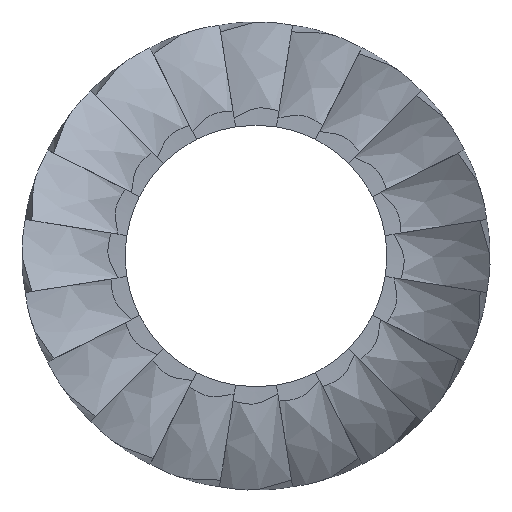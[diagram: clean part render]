
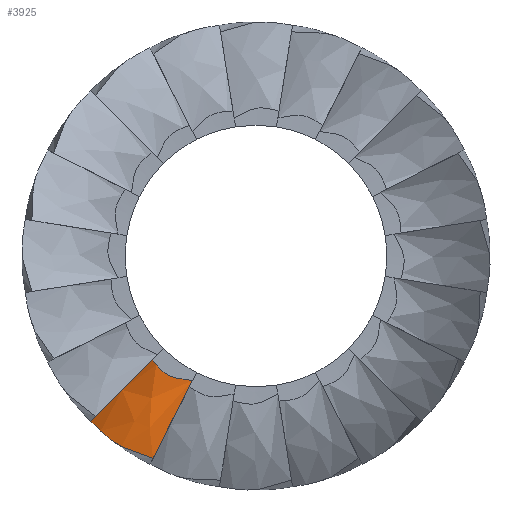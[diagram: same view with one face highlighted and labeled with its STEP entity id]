
A CAD part, front view. The second image highlights one B-rep face of the part: STEP entity #3925.
In plain terms, the highlighted free-form (B-spline) face has degree [3, 3] with [4, 5] control points.
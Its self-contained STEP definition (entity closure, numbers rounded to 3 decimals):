
#40 = CARTESIAN_POINT ( 'NONE',  ( -2.039, -0.4, -4.002 ) ) ;
#149 = ORIENTED_EDGE ( 'NONE', *, *, #627, .T. ) ;
#176 = CARTESIAN_POINT ( 'NONE',  ( -2.879, -0.383, -3.902 ) ) ;
#256 = CARTESIAN_POINT ( 'NONE',  ( -2.32, -0.394, -3.968 ) ) ;
#332 = B_SPLINE_CURVE_WITH_KNOTS ( 'NONE', 3,
 ( #2544, #4354, #3012, #5666, #1166 ),
 .UNSPECIFIED., .F., .F.,
 ( 4, 1, 4 ),
 ( 0., 0.503, 1. ),
 .UNSPECIFIED. ) ;
#468 = CARTESIAN_POINT ( 'NONE',  ( -4.499, -0.367, -6.132 ) ) ;
#627 = EDGE_CURVE ( 'NONE', #1358, #2832, #3478, .T. ) ;
#665 = ORIENTED_EDGE ( 'NONE', *, *, #937, .T. ) ;
#910 = LINE ( 'NONE', #2548, #1078 ) ;
#921 = CARTESIAN_POINT ( 'NONE',  ( -2.039, -0.4, -4.002 ) ) ;
#937 = EDGE_CURVE ( 'NONE', #5611, #1358, #910, .T. ) ;
#997 = CARTESIAN_POINT ( 'NONE',  ( -3.332, -0.4, -3.332 ) ) ;
#1078 = VECTOR ( 'NONE', #1127, 1000. ) ;
#1127 = DIRECTION ( 'NONE',  ( -0.68, 0.276, -0.68 ) ) ;
#1166 = CARTESIAN_POINT ( 'NONE',  ( -5.303, 0.4, -5.303 ) ) ;
#1358 = VERTEX_POINT ( 'NONE', #4008 ) ;
#1383 = CARTESIAN_POINT ( 'NONE',  ( -2.462, -0.657, -4.832 ) ) ;
#1404 = CARTESIAN_POINT ( 'NONE',  ( -4.646, 0.133, -4.646 ) ) ;
#1462 = EDGE_CURVE ( 'NONE', #5854, #4971, #5109, .T. ) ;
#1554 = CARTESIAN_POINT ( 'NONE',  ( -3.332, -0.4, -3.332 ) ) ;
#1921 = FACE_OUTER_BOUND ( 'NONE', #5470, .T. ) ;
#2092 = CARTESIAN_POINT ( 'NONE',  ( -3.332, -0.4, -3.332 ) ) ;
#2283 = CARTESIAN_POINT ( 'NONE',  ( -3.419, -0.377, -4.645 ) ) ;
#2544 = CARTESIAN_POINT ( 'NONE',  ( -3.308, -1.171, -6.493 ) ) ;
#2548 = CARTESIAN_POINT ( 'NONE',  ( -3.332, -0.4, -3.332 ) ) ;
#2591 = ORIENTED_EDGE ( 'NONE', *, *, #4146, .T. ) ;
#2716 = CARTESIAN_POINT ( 'NONE',  ( -3.959, -0.372, -5.389 ) ) ;
#2759 = CARTESIAN_POINT ( 'NONE',  ( -2.782, -0.564, -4.77 ) ) ;
#2774 = B_SPLINE_SURFACE_WITH_KNOTS ( 'NONE', 3, 3, ( 
 ( #4993, #3691, #468, #5422, #3642 ),
 ( #4133, #3660, #2716, #4081, #1404 ),
 ( #1383, #2759, #2283, #3220, #4560 ),
 ( #40, #3240, #4115, #4581, #997 ) ),
 .UNSPECIFIED., .F., .F., .F.,
 ( 4, 4 ),
 ( 4, 1, 4 ),
 ( 0., 1. ),
 ( 0., 0.503, 1. ),
 .UNSPECIFIED. ) ;
#2832 = VERTEX_POINT ( 'NONE', #4500 ) ;
#2920 = CARTESIAN_POINT ( 'NONE',  ( -2.039, -0.4, -4.002 ) ) ;
#2988 = CARTESIAN_POINT ( 'NONE',  ( -2.039, -0.4, -4.002 ) ) ;
#3012 = CARTESIAN_POINT ( 'NONE',  ( -4.499, -0.367, -6.132 ) ) ;
#3035 = CARTESIAN_POINT ( 'NONE',  ( -3.308, -1.171, -6.493 ) ) ;
#3220 = CARTESIAN_POINT ( 'NONE',  ( -3.8, -0.214, -4.207 ) ) ;
#3240 = CARTESIAN_POINT ( 'NONE',  ( -2.32, -0.394, -3.968 ) ) ;
#3406 = VECTOR ( 'NONE', #4786, 1000. ) ;
#3478 = LINE ( 'NONE', #2092, #3406 ) ;
#3642 = CARTESIAN_POINT ( 'NONE',  ( -5.303, 0.4, -5.303 ) ) ;
#3660 = CARTESIAN_POINT ( 'NONE',  ( -3.244, -0.733, -5.571 ) ) ;
#3691 = CARTESIAN_POINT ( 'NONE',  ( -3.707, -0.902, -6.372 ) ) ;
#3925 = ADVANCED_FACE ( 'NONE', ( #1921 ), #2774, .T. ) ;
#4008 = CARTESIAN_POINT ( 'NONE',  ( -4.298, -0.008, -4.298 ) ) ;
#4068 = DIRECTION ( 'NONE',  ( -0.438, -0.266, -0.859 ) ) ;
#4081 = CARTESIAN_POINT ( 'NONE',  ( -4.418, -0.035, -4.893 ) ) ;
#4107 = ORIENTED_EDGE ( 'NONE', *, *, #5521, .F. ) ;
#4115 = CARTESIAN_POINT ( 'NONE',  ( -2.879, -0.383, -3.902 ) ) ;
#4133 = CARTESIAN_POINT ( 'NONE',  ( -2.885, -0.914, -5.663 ) ) ;
#4146 = EDGE_CURVE ( 'NONE', #5854, #5611, #5018, .T. ) ;
#4246 = VECTOR ( 'NONE', #4068, 1000. ) ;
#4252 = CARTESIAN_POINT ( 'NONE',  ( -3.182, -0.394, -3.521 ) ) ;
#4354 = CARTESIAN_POINT ( 'NONE',  ( -3.707, -0.902, -6.372 ) ) ;
#4500 = CARTESIAN_POINT ( 'NONE',  ( -5.303, 0.4, -5.303 ) ) ;
#4560 = CARTESIAN_POINT ( 'NONE',  ( -3.989, -0.133, -3.989 ) ) ;
#4581 = CARTESIAN_POINT ( 'NONE',  ( -3.182, -0.394, -3.521 ) ) ;
#4786 = DIRECTION ( 'NONE',  ( -0.68, 0.276, -0.68 ) ) ;
#4971 = VERTEX_POINT ( 'NONE', #3035 ) ;
#4993 = CARTESIAN_POINT ( 'NONE',  ( -3.308, -1.171, -6.493 ) ) ;
#5018 = B_SPLINE_CURVE_WITH_KNOTS ( 'NONE', 3,
 ( #2988, #256, #176, #4252, #1554 ),
 .UNSPECIFIED., .F., .F.,
 ( 4, 1, 4 ),
 ( 0., 0.503, 1. ),
 .UNSPECIFIED. ) ;
#5109 = LINE ( 'NONE', #921, #4246 ) ;
#5308 = CARTESIAN_POINT ( 'NONE',  ( -3.332, -0.4, -3.332 ) ) ;
#5312 = ORIENTED_EDGE ( 'NONE', *, *, #1462, .F. ) ;
#5422 = CARTESIAN_POINT ( 'NONE',  ( -5.036, 0.145, -5.579 ) ) ;
#5470 = EDGE_LOOP ( 'NONE', ( #5312, #2591, #665, #149, #4107 ) ) ;
#5521 = EDGE_CURVE ( 'NONE', #4971, #2832, #332, .T. ) ;
#5611 = VERTEX_POINT ( 'NONE', #5308 ) ;
#5666 = CARTESIAN_POINT ( 'NONE',  ( -5.036, 0.145, -5.579 ) ) ;
#5854 = VERTEX_POINT ( 'NONE', #2920 ) ;
